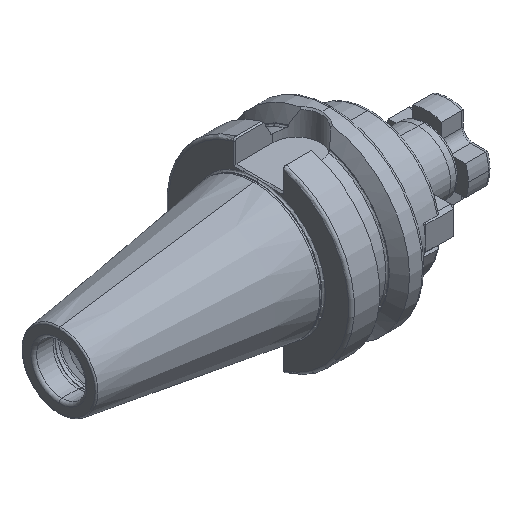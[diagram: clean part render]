
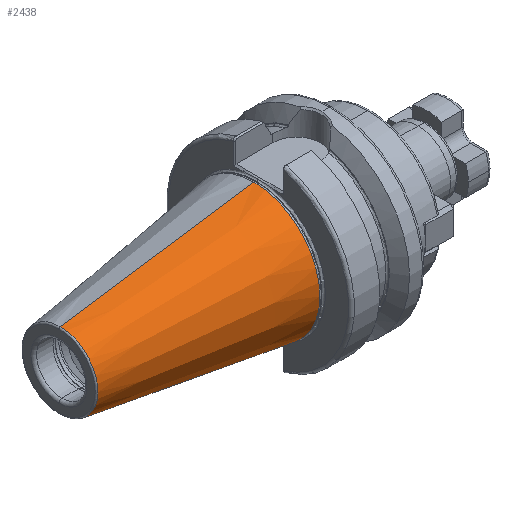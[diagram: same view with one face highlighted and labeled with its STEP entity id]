
A CAD part, isometric view. The second image highlights one B-rep face of the part: STEP entity #2438.
In plain terms, the highlighted conical face has half-angle 8.297 degrees and reference radius 22.298 mm.
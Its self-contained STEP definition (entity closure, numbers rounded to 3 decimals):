
#131 = CONICAL_SURFACE ( 'NONE', #8255, 22.298, 0.145 ) ;
#149 = FACE_OUTER_BOUND ( 'NONE', #18501, .T. ) ;
#1237 = CARTESIAN_POINT ( 'NONE',  ( -1.5, 0., 0. ) ) ;
#1238 = DIRECTION ( 'NONE',  ( 1., 0., 0. ) ) ;
#1296 = DIRECTION ( 'NONE',  ( 0., 0., -1. ) ) ;
#1409 = CARTESIAN_POINT ( 'NONE',  ( -66.972, 0., 0. ) ) ;
#1419 = DIRECTION ( 'NONE',  ( 0., 0., -1. ) ) ;
#1439 = DIRECTION ( 'NONE',  ( 1., 0., 0. ) ) ;
#2438 = ADVANCED_FACE ( 'NONE', ( #149 ), #131, .T. ) ;
#3799 = EDGE_CURVE ( 'NONE', #15920, #15925, #12554, .T. ) ;
#3851 = EDGE_CURVE ( 'NONE', #15834, #15946, #12612, .T. ) ;
#4719 = CARTESIAN_POINT ( 'NONE',  ( -1.5, 0., 0. ) ) ;
#4724 = DIRECTION ( 'NONE',  ( 0., 0., -1. ) ) ;
#4726 = DIRECTION ( 'NONE',  ( 1., 0., 0. ) ) ;
#8255 = AXIS2_PLACEMENT_3D ( 'NONE', #4719, #4726, #4724 ) ;
#8837 = EDGE_CURVE ( 'NONE', #15946, #15925, #12096, .T. ) ;
#8891 = EDGE_CURVE ( 'NONE', #15834, #15920, #12129, .T. ) ;
#9383 = CARTESIAN_POINT ( 'NONE',  ( -1.5, 0., -22.298 ) ) ;
#9392 = DIRECTION ( 'NONE',  ( 0.99, 0., -0.144 ) ) ;
#9643 = DIRECTION ( 'NONE',  ( 0.99, 0., 0.144 ) ) ;
#9694 = CARTESIAN_POINT ( 'NONE',  ( -1.5, 0., 22.298 ) ) ;
#12096 = CIRCLE ( 'NONE', #23969, 22.298 ) ;
#12129 = CIRCLE ( 'NONE', #23987, 12.75 ) ;
#12554 = LINE ( 'NONE', #9383, #12557 ) ;
#12557 = VECTOR ( 'NONE', #9392, 1000. ) ;
#12585 = VECTOR ( 'NONE', #9643, 1000. ) ;
#12612 = LINE ( 'NONE', #9694, #12585 ) ;
#15834 = VERTEX_POINT ( 'NONE', #23532 ) ;
#15920 = VERTEX_POINT ( 'NONE', #23548 ) ;
#15925 = VERTEX_POINT ( 'NONE', #23592 ) ;
#15946 = VERTEX_POINT ( 'NONE', #23595 ) ;
#16561 = ORIENTED_EDGE ( 'NONE', *, *, #3799, .T. ) ;
#16589 = ORIENTED_EDGE ( 'NONE', *, *, #8837, .F. ) ;
#16590 = ORIENTED_EDGE ( 'NONE', *, *, #3851, .F. ) ;
#16618 = ORIENTED_EDGE ( 'NONE', *, *, #8891, .T. ) ;
#18501 = EDGE_LOOP ( 'NONE', ( #16590, #16618, #16561, #16589 ) ) ;
#23532 = CARTESIAN_POINT ( 'NONE',  ( -66.972, 0., 12.75 ) ) ;
#23548 = CARTESIAN_POINT ( 'NONE',  ( -66.972, 0., -12.75 ) ) ;
#23592 = CARTESIAN_POINT ( 'NONE',  ( -1.5, 0., -22.298 ) ) ;
#23595 = CARTESIAN_POINT ( 'NONE',  ( -1.5, 0., 22.298 ) ) ;
#23969 = AXIS2_PLACEMENT_3D ( 'NONE', #1237, #1238, #1296 ) ;
#23987 = AXIS2_PLACEMENT_3D ( 'NONE', #1409, #1439, #1419 ) ;
